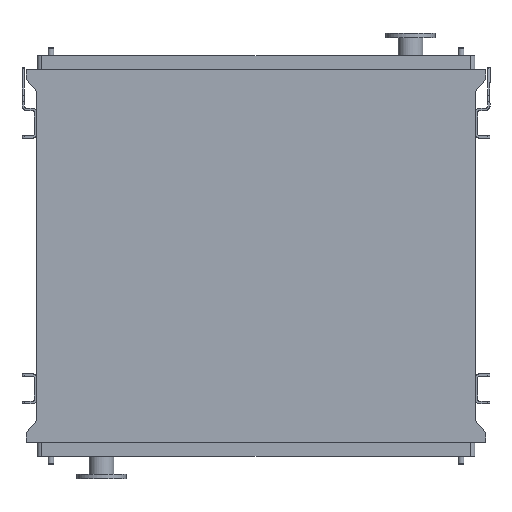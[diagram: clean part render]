
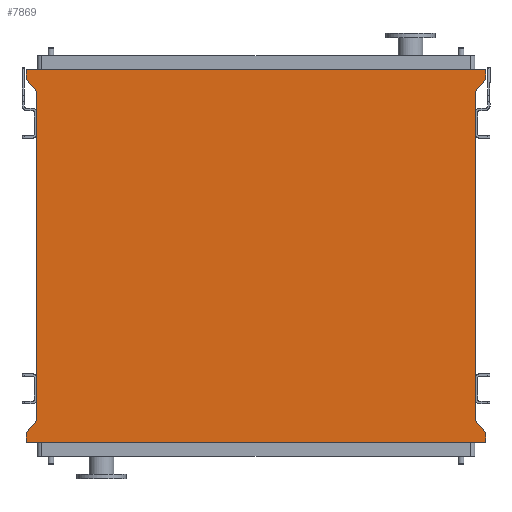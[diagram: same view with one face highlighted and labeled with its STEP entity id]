
A CAD part, front view. The second image highlights one B-rep face of the part: STEP entity #7869.
In plain terms, the highlighted planar face has unit normal (0, -1, 0).
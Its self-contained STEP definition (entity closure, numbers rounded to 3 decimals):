
#66 = ORIENTED_EDGE ( 'NONE', *, *, #13046, .F. ) ;
#119 = AXIS2_PLACEMENT_3D ( 'NONE', #5063, #4978, #4951 ) ;
#144 = CARTESIAN_POINT ( 'NONE',  ( 1011., 0., 95. ) ) ;
#299 = CARTESIAN_POINT ( 'NONE',  ( 1011., 0., 53. ) ) ;
#407 = VECTOR ( 'NONE', #7888, 1000. ) ;
#462 = VERTEX_POINT ( 'NONE', #9433 ) ;
#807 = LINE ( 'NONE', #14631, #10926 ) ;
#851 = VERTEX_POINT ( 'NONE', #14946 ) ;
#950 = ORIENTED_EDGE ( 'NONE', *, *, #15033, .F. ) ;
#1931 = CARTESIAN_POINT ( 'NONE',  ( -965., 0., 0. ) ) ;
#2073 = DIRECTION ( 'NONE',  ( 1., 0., 0. ) ) ;
#2181 = CARTESIAN_POINT ( 'NONE',  ( -1011., 0., 95. ) ) ;
#2232 = VERTEX_POINT ( 'NONE', #3688 ) ;
#2456 = VERTEX_POINT ( 'NONE', #4328 ) ;
#2942 = VERTEX_POINT ( 'NONE', #4476 ) ;
#3141 = LINE ( 'NONE', #5176, #9886 ) ;
#3377 = VECTOR ( 'NONE', #7222, 1000. ) ;
#3563 = VECTOR ( 'NONE', #2073, 1000. ) ;
#3688 = CARTESIAN_POINT ( 'NONE',  ( -1011., 0., -1545. ) ) ;
#3794 = CARTESIAN_POINT ( 'NONE',  ( 1011., 0., -1503. ) ) ;
#3810 = FACE_OUTER_BOUND ( 'NONE', #9158, .T. ) ;
#4232 = LINE ( 'NONE', #7810, #407 ) ;
#4328 = CARTESIAN_POINT ( 'NONE',  ( -1011., 0., -1503. ) ) ;
#4348 = ORIENTED_EDGE ( 'NONE', *, *, #14911, .F. ) ;
#4441 = LINE ( 'NONE', #5656, #14014 ) ;
#4476 = CARTESIAN_POINT ( 'NONE',  ( -965., 0., -1450. ) ) ;
#4687 = CARTESIAN_POINT ( 'NONE',  ( 965., 0., 0. ) ) ;
#4715 = VERTEX_POINT ( 'NONE', #4687 ) ;
#4850 = VECTOR ( 'NONE', #6133, 1000. ) ;
#4916 = VERTEX_POINT ( 'NONE', #1931 ) ;
#4951 = DIRECTION ( 'NONE',  ( 0., 0., -1. ) ) ;
#4962 = VERTEX_POINT ( 'NONE', #144 ) ;
#4978 = DIRECTION ( 'NONE',  ( 0., -1., 0. ) ) ;
#5010 = PLANE ( 'NONE',  #119 ) ;
#5063 = CARTESIAN_POINT ( 'NONE',  ( -965., 0., -1450. ) ) ;
#5121 = CARTESIAN_POINT ( 'NONE',  ( 1011., 0., -1503. ) ) ;
#5137 = DIRECTION ( 'NONE',  ( 0.655, 0., -0.755 ) ) ;
#5176 = CARTESIAN_POINT ( 'NONE',  ( 965., 0., -1450. ) ) ;
#5184 = CARTESIAN_POINT ( 'NONE',  ( -1011., 0., 95. ) ) ;
#5361 = DIRECTION ( 'NONE',  ( 0., 0., -1. ) ) ;
#5585 = DIRECTION ( 'NONE',  ( -1., 0., 0. ) ) ;
#5654 = CARTESIAN_POINT ( 'NONE',  ( -1011., 0., -1545. ) ) ;
#5656 = CARTESIAN_POINT ( 'NONE',  ( 1011., 0., -1545. ) ) ;
#5714 = DIRECTION ( 'NONE',  ( 0.655, 0., 0.755 ) ) ;
#5844 = CARTESIAN_POINT ( 'NONE',  ( -1011., 0., -1503. ) ) ;
#5997 = DIRECTION ( 'NONE',  ( 0., 0., 1. ) ) ;
#6133 = DIRECTION ( 'NONE',  ( -0.655, 0., 0.755 ) ) ;
#6167 = CARTESIAN_POINT ( 'NONE',  ( -965., 0., 0. ) ) ;
#6224 = VECTOR ( 'NONE', #5361, 1000. ) ;
#6788 = VECTOR ( 'NONE', #7411, 1000. ) ;
#7129 = CARTESIAN_POINT ( 'NONE',  ( -1011., 0., 53. ) ) ;
#7222 = DIRECTION ( 'NONE',  ( 0., 0., 1. ) ) ;
#7231 = VECTOR ( 'NONE', #12997, 1000. ) ;
#7251 = CARTESIAN_POINT ( 'NONE',  ( -1011., 0., 53. ) ) ;
#7314 = LINE ( 'NONE', #2181, #3563 ) ;
#7345 = CARTESIAN_POINT ( 'NONE',  ( 1011., 0., 95. ) ) ;
#7411 = DIRECTION ( 'NONE',  ( 0., 0., -1. ) ) ;
#7568 = VERTEX_POINT ( 'NONE', #299 ) ;
#7698 = VERTEX_POINT ( 'NONE', #7129 ) ;
#7700 = VECTOR ( 'NONE', #5714, 1000. ) ;
#7810 = CARTESIAN_POINT ( 'NONE',  ( 1011., 0., 53. ) ) ;
#7869 = ADVANCED_FACE ( 'NONE', ( #3810 ), #5010, .T. ) ;
#7888 = DIRECTION ( 'NONE',  ( -0.655, 0., -0.755 ) ) ;
#7988 = ORIENTED_EDGE ( 'NONE', *, *, #15011, .F. ) ;
#8063 = VECTOR ( 'NONE', #5997, 1000. ) ;
#8440 = LINE ( 'NONE', #6167, #4850 ) ;
#9158 = EDGE_LOOP ( 'NONE', ( #9371, #15672, #9789, #13219, #10239, #13590, #66, #10664, #4348, #11059, #950, #7988 ) ) ;
#9371 = ORIENTED_EDGE ( 'NONE', *, *, #10184, .T. ) ;
#9433 = CARTESIAN_POINT ( 'NONE',  ( 1011., 0., -1545. ) ) ;
#9789 = ORIENTED_EDGE ( 'NONE', *, *, #14656, .F. ) ;
#9886 = VECTOR ( 'NONE', #5137, 1000. ) ;
#10184 = EDGE_CURVE ( 'NONE', #851, #4715, #13934, .T. ) ;
#10239 = ORIENTED_EDGE ( 'NONE', *, *, #14680, .F. ) ;
#10608 = VERTEX_POINT ( 'NONE', #3794 ) ;
#10664 = ORIENTED_EDGE ( 'NONE', *, *, #14893, .F. ) ;
#10926 = VECTOR ( 'NONE', #14542, 1000. ) ;
#11059 = ORIENTED_EDGE ( 'NONE', *, *, #14917, .F. ) ;
#11148 = LINE ( 'NONE', #5844, #7700 ) ;
#12906 = EDGE_CURVE ( 'NONE', #14997, #4962, #7314, .T. ) ;
#12942 = CARTESIAN_POINT ( 'NONE',  ( 965., 0., -1450. ) ) ;
#12997 = DIRECTION ( 'NONE',  ( 0., 0., 1. ) ) ;
#13046 = EDGE_CURVE ( 'NONE', #2942, #4916, #807, .T. ) ;
#13115 = LINE ( 'NONE', #7251, #3377 ) ;
#13219 = ORIENTED_EDGE ( 'NONE', *, *, #12906, .F. ) ;
#13590 = ORIENTED_EDGE ( 'NONE', *, *, #14858, .F. ) ;
#13934 = LINE ( 'NONE', #12942, #7231 ) ;
#14014 = VECTOR ( 'NONE', #5585, 1000. ) ;
#14542 = DIRECTION ( 'NONE',  ( 0., 0., 1. ) ) ;
#14620 = EDGE_CURVE ( 'NONE', #7568, #4715, #4232, .T. ) ;
#14631 = CARTESIAN_POINT ( 'NONE',  ( -965., 0., -1450. ) ) ;
#14656 = EDGE_CURVE ( 'NONE', #4962, #7568, #16149, .T. ) ;
#14680 = EDGE_CURVE ( 'NONE', #7698, #14997, #13115, .T. ) ;
#14689 = LINE ( 'NONE', #5654, #8063 ) ;
#14858 = EDGE_CURVE ( 'NONE', #4916, #7698, #8440, .T. ) ;
#14893 = EDGE_CURVE ( 'NONE', #2456, #2942, #11148, .T. ) ;
#14911 = EDGE_CURVE ( 'NONE', #2232, #2456, #14689, .T. ) ;
#14917 = EDGE_CURVE ( 'NONE', #462, #2232, #4441, .T. ) ;
#14946 = CARTESIAN_POINT ( 'NONE',  ( 965., 0., -1450. ) ) ;
#14997 = VERTEX_POINT ( 'NONE', #5184 ) ;
#15011 = EDGE_CURVE ( 'NONE', #851, #10608, #3141, .T. ) ;
#15033 = EDGE_CURVE ( 'NONE', #10608, #462, #15738, .T. ) ;
#15672 = ORIENTED_EDGE ( 'NONE', *, *, #14620, .F. ) ;
#15738 = LINE ( 'NONE', #5121, #6224 ) ;
#16149 = LINE ( 'NONE', #7345, #6788 ) ;
